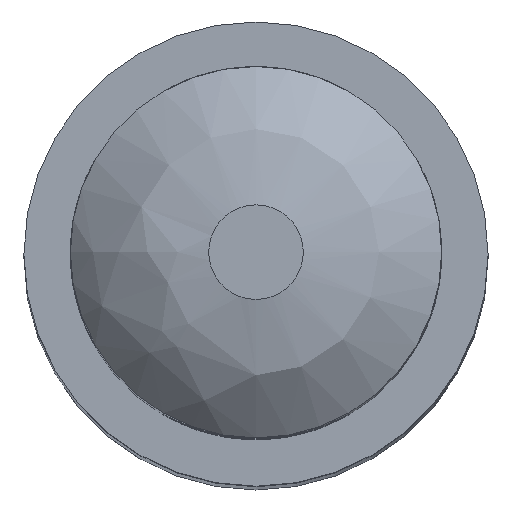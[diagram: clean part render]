
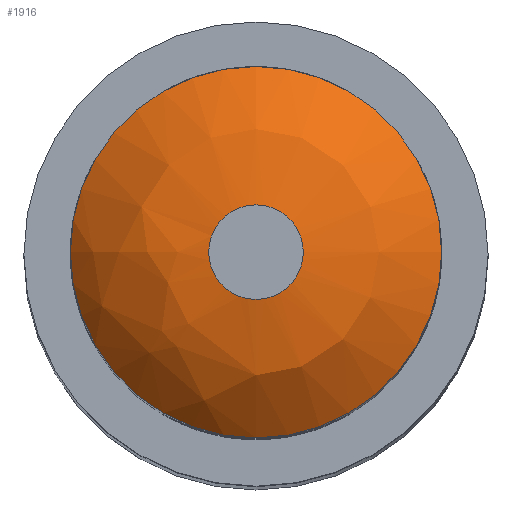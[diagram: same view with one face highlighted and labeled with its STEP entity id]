
A CAD part, top view. The second image highlights one B-rep face of the part: STEP entity #1916.
In plain terms, the highlighted free-form (B-spline) face has degree [2, 2] with [3, 9] control points.
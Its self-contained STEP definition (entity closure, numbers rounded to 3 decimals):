
#25=(
BOUNDED_SURFACE()
B_SPLINE_SURFACE(2,2,((#4869,#4870,#4871,#4872,#4873,#4874,#4875,#4876,
#4877),(#4878,#4879,#4880,#4881,#4882,#4883,#4884,#4885,#4886),(#4887,#4888,
#4889,#4890,#4891,#4892,#4893,#4894,#4895)),.UNSPECIFIED.,.F.,.T.,.F.)
B_SPLINE_SURFACE_WITH_KNOTS((3,3),(3,2,2,2,3),(0.73,1.571),
(-3.142,-1.571,0.,1.571,3.142),
 .UNSPECIFIED.)
GEOMETRIC_REPRESENTATION_ITEM()
RATIONAL_B_SPLINE_SURFACE(((1.,0.707,1.,0.707,1.,
0.707,1.,0.707,1.),(0.913,0.645,
0.913,0.645,0.913,0.645,
0.913,0.645,0.913),(1.,0.707,
1.,0.707,1.,0.707,1.,0.707,1.)))
REPRESENTATION_ITEM('')
SURFACE()
);
#176=FACE_OUTER_BOUND('',#301,.T.);
#301=EDGE_LOOP('',(#1574,#1575,#1576,#1577));
#380=CIRCLE('',#2067,1.528);
#381=CIRCLE('',#2068,6.);
#382=CIRCLE('',#2069,6.);
#887=VERTEX_POINT('',#4896);
#888=VERTEX_POINT('',#4898);
#1129=EDGE_CURVE('',#887,#887,#380,.T.);
#1130=EDGE_CURVE('',#887,#888,#381,.T.);
#1131=EDGE_CURVE('',#888,#888,#382,.T.);
#1574=ORIENTED_EDGE('',*,*,#1129,.T.);
#1575=ORIENTED_EDGE('',*,*,#1130,.T.);
#1576=ORIENTED_EDGE('',*,*,#1131,.T.);
#1577=ORIENTED_EDGE('',*,*,#1130,.F.);
#1916=ADVANCED_FACE('',(#176),#25,.T.);
#2067=AXIS2_PLACEMENT_3D('',#4897,#2371,#2372);
#2068=AXIS2_PLACEMENT_3D('',#4899,#2373,#2374);
#2069=AXIS2_PLACEMENT_3D('',#4900,#2375,#2376);
#2371=DIRECTION('center_axis',(0.,0.,-1.));
#2372=DIRECTION('ref_axis',(1.,0.,0.));
#2373=DIRECTION('center_axis',(0.,-1.,0.));
#2374=DIRECTION('ref_axis',(-1.,0.,0.));
#2375=DIRECTION('center_axis',(0.,0.,1.));
#2376=DIRECTION('ref_axis',(-1.,0.,0.));
#4869=CARTESIAN_POINT('Ctrl Pts',(-6.,0.,43.));
#4870=CARTESIAN_POINT('Ctrl Pts',(-6.,6.,43.));
#4871=CARTESIAN_POINT('Ctrl Pts',(0.,6.,43.));
#4872=CARTESIAN_POINT('Ctrl Pts',(6.,6.,43.));
#4873=CARTESIAN_POINT('Ctrl Pts',(6.,0.,43.));
#4874=CARTESIAN_POINT('Ctrl Pts',(6.,-6.,43.));
#4875=CARTESIAN_POINT('Ctrl Pts',(0.,-6.,43.));
#4876=CARTESIAN_POINT('Ctrl Pts',(-6.,-6.,43.));
#4877=CARTESIAN_POINT('Ctrl Pts',(-6.,0.,43.));
#4878=CARTESIAN_POINT('Ctrl Pts',(-4.211,0.,45.));
#4879=CARTESIAN_POINT('Ctrl Pts',(-4.211,4.211,45.));
#4880=CARTESIAN_POINT('Ctrl Pts',(0.,4.211,45.));
#4881=CARTESIAN_POINT('Ctrl Pts',(4.211,4.211,45.));
#4882=CARTESIAN_POINT('Ctrl Pts',(4.211,0.,45.));
#4883=CARTESIAN_POINT('Ctrl Pts',(4.211,-4.211,45.));
#4884=CARTESIAN_POINT('Ctrl Pts',(0.,-4.211,45.));
#4885=CARTESIAN_POINT('Ctrl Pts',(-4.211,-4.211,45.));
#4886=CARTESIAN_POINT('Ctrl Pts',(-4.211,0.,45.));
#4887=CARTESIAN_POINT('Ctrl Pts',(-1.528,0.,45.));
#4888=CARTESIAN_POINT('Ctrl Pts',(-1.528,1.528,45.));
#4889=CARTESIAN_POINT('Ctrl Pts',(0.,1.528,45.));
#4890=CARTESIAN_POINT('Ctrl Pts',(1.528,1.528,45.));
#4891=CARTESIAN_POINT('Ctrl Pts',(1.528,0.,45.));
#4892=CARTESIAN_POINT('Ctrl Pts',(1.528,-1.528,45.));
#4893=CARTESIAN_POINT('Ctrl Pts',(0.,-1.528,45.));
#4894=CARTESIAN_POINT('Ctrl Pts',(-1.528,-1.528,45.));
#4895=CARTESIAN_POINT('Ctrl Pts',(-1.528,0.,45.));
#4896=CARTESIAN_POINT('',(-1.528,0.,45.));
#4897=CARTESIAN_POINT('Origin',(0.,0.,45.));
#4898=CARTESIAN_POINT('',(-6.,0.,43.));
#4899=CARTESIAN_POINT('Origin',(-1.528,0.,
39.));
#4900=CARTESIAN_POINT('Origin',(0.,0.,43.));
